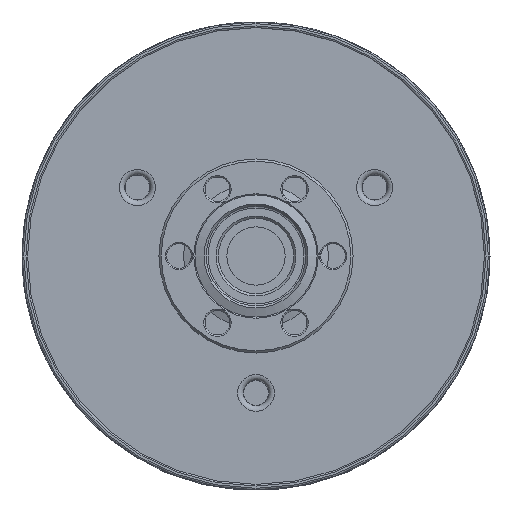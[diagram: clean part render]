
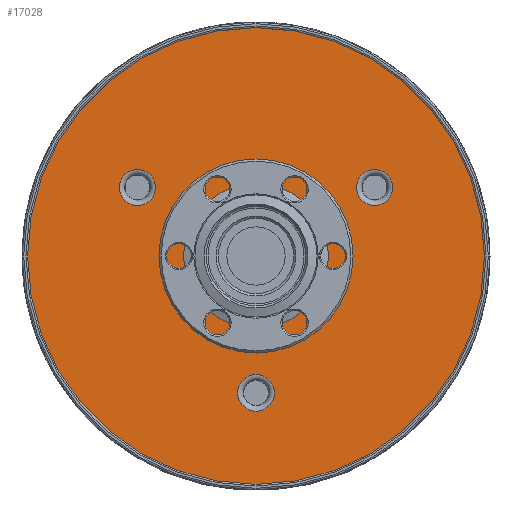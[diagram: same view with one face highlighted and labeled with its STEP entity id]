
A CAD part, front view. The second image highlights one B-rep face of the part: STEP entity #17028.
In plain terms, the highlighted planar face has unit normal (0, -1, 0).
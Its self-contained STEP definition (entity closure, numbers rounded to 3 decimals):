
#355=FACE_BOUND('',#6586,.T.);
#356=FACE_BOUND('',#6587,.T.);
#357=FACE_BOUND('',#6588,.T.);
#358=FACE_BOUND('',#6589,.T.);
#5608=FACE_OUTER_BOUND('',#6585,.T.);
#6585=EDGE_LOOP('',(#15483,#15484));
#6586=EDGE_LOOP('',(#15485));
#6587=EDGE_LOOP('',(#15486));
#6588=EDGE_LOOP('',(#15487,#15488));
#6589=EDGE_LOOP('',(#15489));
#6764=CIRCLE('',#17379,3.162);
#6767=CIRCLE('',#17383,3.162);
#6971=CIRCLE('',#18077,40.017);
#6972=CIRCLE('',#18078,40.017);
#6992=CIRCLE('',#18105,10.3);
#6993=CIRCLE('',#18106,3.203);
#6994=CIRCLE('',#18107,3.203);
#7412=VERTEX_POINT('',#23208);
#7415=VERTEX_POINT('',#23216);
#8554=VERTEX_POINT('',#30264);
#8555=VERTEX_POINT('',#30266);
#8577=VERTEX_POINT('',#30497);
#8578=VERTEX_POINT('',#30499);
#8579=VERTEX_POINT('',#30500);
#9165=EDGE_CURVE('',#7412,#7412,#6764,.T.);
#9169=EDGE_CURVE('',#7415,#7415,#6767,.T.);
#10879=EDGE_CURVE('',#8554,#8555,#6971,.T.);
#10880=EDGE_CURVE('',#8555,#8554,#6972,.T.);
#10908=EDGE_CURVE('',#8577,#8577,#6992,.T.);
#10909=EDGE_CURVE('',#8578,#8579,#6993,.T.);
#10910=EDGE_CURVE('',#8579,#8578,#6994,.T.);
#15483=ORIENTED_EDGE('',*,*,#10880,.F.);
#15484=ORIENTED_EDGE('',*,*,#10879,.F.);
#15485=ORIENTED_EDGE('',*,*,#9169,.T.);
#15486=ORIENTED_EDGE('',*,*,#10908,.F.);
#15487=ORIENTED_EDGE('',*,*,#10909,.F.);
#15488=ORIENTED_EDGE('',*,*,#10910,.F.);
#15489=ORIENTED_EDGE('',*,*,#9165,.T.);
#16175=PLANE('',#18104);
#17028=ADVANCED_FACE('',(#5608,#355,#356,#357,#358),#16175,.T.);
#17379=AXIS2_PLACEMENT_3D('',#23209,#19142,#19143);
#17383=AXIS2_PLACEMENT_3D('',#23217,#19151,#19152);
#18077=AXIS2_PLACEMENT_3D('',#30267,#21658,#21659);
#18078=AXIS2_PLACEMENT_3D('',#30268,#21660,#21661);
#18104=AXIS2_PLACEMENT_3D('',#30496,#21717,#21718);
#18105=AXIS2_PLACEMENT_3D('',#30498,#21719,#21720);
#18106=AXIS2_PLACEMENT_3D('',#30501,#21721,#21722);
#18107=AXIS2_PLACEMENT_3D('',#30502,#21723,#21724);
#19142=DIRECTION('center_axis',(0.,1.,0.));
#19143=DIRECTION('ref_axis',(-1.,0.,0.));
#19151=DIRECTION('center_axis',(0.,1.,0.));
#19152=DIRECTION('ref_axis',(-1.,0.,0.));
#21658=DIRECTION('center_axis',(0.,1.,0.));
#21659=DIRECTION('ref_axis',(0.,0.,1.));
#21660=DIRECTION('center_axis',(0.,1.,0.));
#21661=DIRECTION('ref_axis',(0.,0.,1.));
#21717=DIRECTION('center_axis',(0.,-1.,0.));
#21718=DIRECTION('ref_axis',(0.5,0.,-0.866));
#21719=DIRECTION('center_axis',(0.,-1.,0.));
#21720=DIRECTION('ref_axis',(-0.5,0.,0.866));
#21721=DIRECTION('center_axis',(0.,-1.,0.));
#21722=DIRECTION('ref_axis',(0.5,0.,-0.866));
#21723=DIRECTION('center_axis',(0.,-1.,0.));
#21724=DIRECTION('ref_axis',(0.5,0.,-0.866));
#23208=CARTESIAN_POINT('',(-17.622,-68.7,12.));
#23209=CARTESIAN_POINT('Origin',(-20.785,-68.7,12.));
#23216=CARTESIAN_POINT('',(23.947,-68.7,12.));
#23217=CARTESIAN_POINT('Origin',(20.785,-68.7,12.));
#30264=CARTESIAN_POINT('',(-40.017,-68.7,0.));
#30266=CARTESIAN_POINT('',(0.,-68.7,-40.017));
#30267=CARTESIAN_POINT('Origin',(0.,-68.7,
0.));
#30268=CARTESIAN_POINT('Origin',(0.,-68.7,
0.));
#30496=CARTESIAN_POINT('Origin',(20.135,-68.7,11.625));
#30497=CARTESIAN_POINT('',(5.15,-68.7,-8.92));
#30498=CARTESIAN_POINT('Origin',(0.,-68.7,
0.));
#30499=CARTESIAN_POINT('',(-1.601,-68.7,-21.226));
#30500=CARTESIAN_POINT('',(1.601,-68.7,-26.774));
#30501=CARTESIAN_POINT('Origin',(0.,-68.7,
-24.));
#30502=CARTESIAN_POINT('Origin',(0.,-68.7,
-24.));
